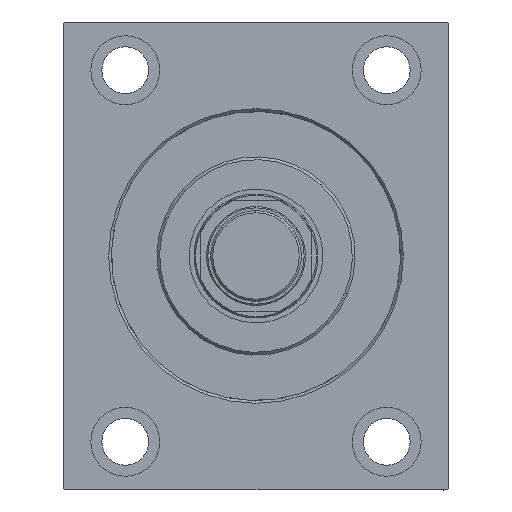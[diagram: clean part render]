
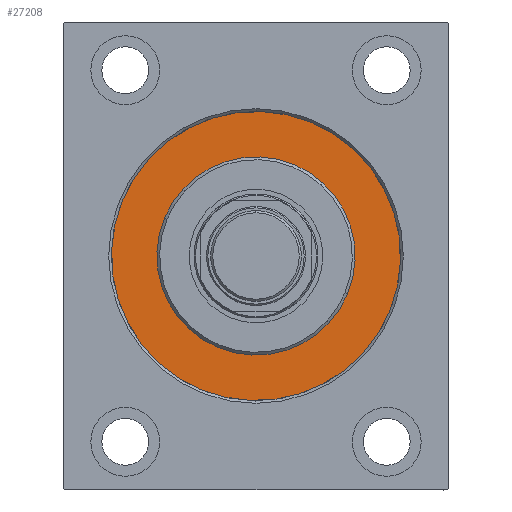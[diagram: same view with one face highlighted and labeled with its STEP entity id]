
A CAD part, left-side view. The second image highlights one B-rep face of the part: STEP entity #27208.
In plain terms, the highlighted face is planar.
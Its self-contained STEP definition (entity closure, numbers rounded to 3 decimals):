
#1814 = FACE_OUTER_BOUND ( 'NONE', #38624, .T. ) ;
#3817 = ORIENTED_EDGE ( 'NONE', *, *, #42295, .F. ) ;
#4495 = ORIENTED_EDGE ( 'NONE', *, *, #7907, .F. ) ;
#5420 = CIRCLE ( 'NONE', #33192, 36. ) ;
#5991 = CIRCLE ( 'NONE', #20641, 52.5 ) ;
#6761 = CARTESIAN_POINT ( 'NONE',  ( 0., 0., -36. ) ) ;
#7907 = EDGE_CURVE ( 'NONE', #44289, #40319, #5420, .T. ) ;
#8353 = CIRCLE ( 'NONE', #33907, 36. ) ;
#8477 = EDGE_CURVE ( 'NONE', #40319, #44289, #8353, .T. ) ;
#9293 = DIRECTION ( 'NONE',  ( 1., 0., 0. ) ) ;
#9529 = CIRCLE ( 'NONE', #28380, 52.5 ) ;
#12382 = VERTEX_POINT ( 'NONE', #42246 ) ;
#12882 = DIRECTION ( 'NONE',  ( -1., 0., 0. ) ) ;
#16333 = CARTESIAN_POINT ( 'NONE',  ( 0., 0., 0. ) ) ;
#16530 = EDGE_LOOP ( 'NONE', ( #22647, #4495 ) ) ;
#18598 = DIRECTION ( 'NONE',  ( 1., 0., 0. ) ) ;
#19264 = DIRECTION ( 'NONE',  ( 0., 0., -1. ) ) ;
#19325 = CARTESIAN_POINT ( 'NONE',  ( 0., 0., 0. ) ) ;
#19826 = DIRECTION ( 'NONE',  ( 0., 0., -1. ) ) ;
#20641 = AXIS2_PLACEMENT_3D ( 'NONE', #16333, #12882, #40114 ) ;
#22453 = CARTESIAN_POINT ( 'NONE',  ( 0., 0., 36. ) ) ;
#22644 = FACE_BOUND ( 'NONE', #16530, .T. ) ;
#22647 = ORIENTED_EDGE ( 'NONE', *, *, #8477, .F. ) ;
#22872 = PLANE ( 'NONE',  #36393 ) ;
#25733 = DIRECTION ( 'NONE',  ( -1., 0., 0. ) ) ;
#25859 = VERTEX_POINT ( 'NONE', #34537 ) ;
#26516 = EDGE_CURVE ( 'NONE', #25859, #12382, #9529, .T. ) ;
#27208 = ADVANCED_FACE ( 'NONE', ( #22644, #1814 ), #22872, .F. ) ;
#28380 = AXIS2_PLACEMENT_3D ( 'NONE', #19325, #25733, #29614 ) ;
#29614 = DIRECTION ( 'NONE',  ( 0., 0., 1. ) ) ;
#29728 = DIRECTION ( 'NONE',  ( 0., 0., 1. ) ) ;
#29783 = CARTESIAN_POINT ( 'NONE',  ( 0., 0., 0. ) ) ;
#29897 = CARTESIAN_POINT ( 'NONE',  ( 0., 0., 0. ) ) ;
#32932 = ORIENTED_EDGE ( 'NONE', *, *, #26516, .F. ) ;
#33192 = AXIS2_PLACEMENT_3D ( 'NONE', #29897, #9293, #19826 ) ;
#33907 = AXIS2_PLACEMENT_3D ( 'NONE', #29783, #18598, #19264 ) ;
#34537 = CARTESIAN_POINT ( 'NONE',  ( 0., 0., -52.5 ) ) ;
#36393 = AXIS2_PLACEMENT_3D ( 'NONE', #44102, #37019, #29728 ) ;
#37019 = DIRECTION ( 'NONE',  ( -1., 0., 0. ) ) ;
#38624 = EDGE_LOOP ( 'NONE', ( #32932, #3817 ) ) ;
#40114 = DIRECTION ( 'NONE',  ( 0., 0., 1. ) ) ;
#40319 = VERTEX_POINT ( 'NONE', #22453 ) ;
#42246 = CARTESIAN_POINT ( 'NONE',  ( 0., 0., 52.5 ) ) ;
#42295 = EDGE_CURVE ( 'NONE', #12382, #25859, #5991, .T. ) ;
#44102 = CARTESIAN_POINT ( 'NONE',  ( 0., 0., 0. ) ) ;
#44289 = VERTEX_POINT ( 'NONE', #6761 ) ;
